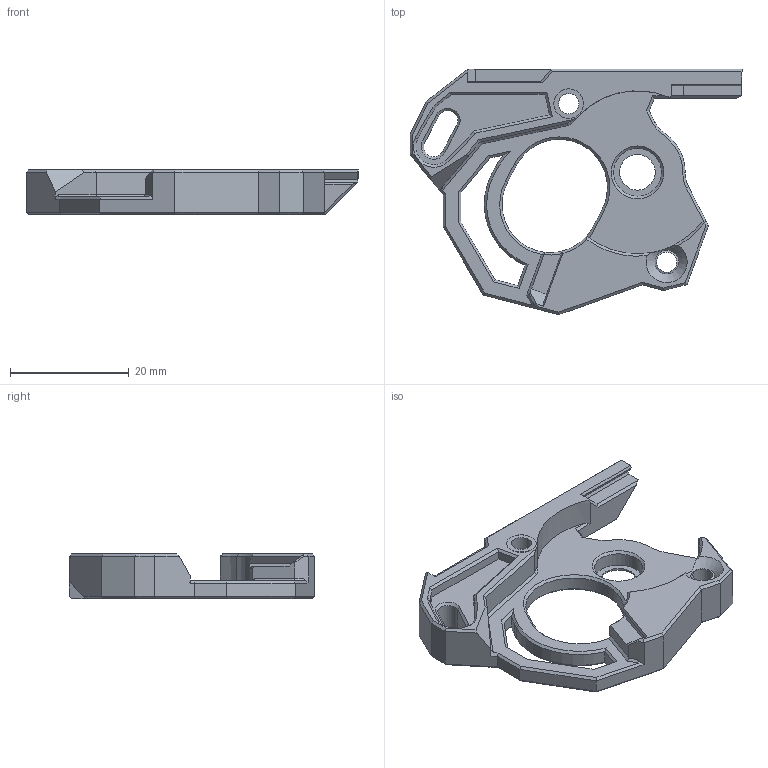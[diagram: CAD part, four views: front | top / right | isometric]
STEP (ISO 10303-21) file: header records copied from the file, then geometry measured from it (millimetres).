
FILE_DESCRIPTION(/* description */ ('STEP AP242','CAx-IF Rec.Pracs.---Representation and Presentation of Product Manufacturing Information (PMI)---4.0---2014-10-13','CAx-IF Rec.Pracs.---3D Tessellated Geometry---0.4---2014-09-14','2;1'),/* implementation_level */ '2;1');
FILE_NAME(/* name */ 'A4T - WWBMG - Motor Plate - 6T',/* time_stamp */ '2025-01-07T02:58:19Z',/* author */ (''),/* organization */ (''),/* preprocessor_version */ 'ST-DEVELOPER v20',/* originating_system */ 'ONSHAPE BY PTC INC, 1.191',/* authorisation */ ' ');
FILE_SCHEMA (('AP242_MANAGED_MODEL_BASED_3D_ENGINEERING_MIM_LF { 1 0 10303 442 1 1 4 }'));
Length unit declared in the file: millimetre
Products named in the file (2): A4T - WWBMG - Motor Plate - 6T
Assembly tree (1 placements, depth 2):
  A4T - WWBMG - Motor Plate - 6T
    A4T - WWBMG - Motor Plate - 6T
Bounding box: 56 x 41.37 x 7.65 mm (x, y, z)
Volume: 5936.4 mm3; surface area: 4555.6 mm2
Topology: 1 solids, 1 shells, 198 faces, 500 edges, 305 vertices
Faces by surface type: plane 146, cone 29, cylinder 19, bspline 4
Full cylindrical faces by diameter (mm): 3.4 x2, 4.7 x1, 5 x1, 6 x1, 8.1 x1
Entity records: 7034 total; most frequent: CARTESIAN_POINT 2318, ORIENTED_EDGE 966, DIRECTION 943, EDGE_CURVE 483, LINE 373, VECTOR 373, VERTEX_POINT 300, AXIS2_PLACEMENT_3D 285
